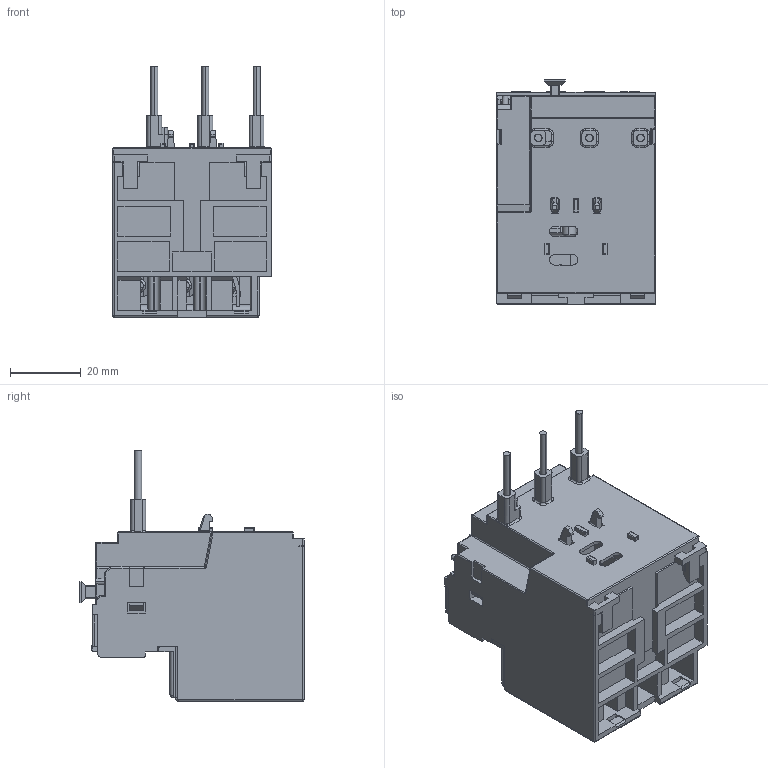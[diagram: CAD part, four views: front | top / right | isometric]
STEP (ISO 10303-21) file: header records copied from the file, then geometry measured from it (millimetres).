
FILE_DESCRIPTION((''),'2;1');
FILE_NAME('6HC_822_1000_ASM','2022-07-20T17:28:12',('onlymrg'),(''),'CREO PARAMETRIC BY PTC INC, 2018100','CREO PARAMETRIC BY PTC INC, 2018100','');
FILE_SCHEMA(('CONFIG_CONTROL_DESIGN','GEOMETRIC_VALIDATION_PROPERTIES_MIM'));
Products named in the file (5): RHU-10-2; 8HC_315_1000; 8HC_315_1002; 891000030000; 6HC_822_1000_ASM
Assembly tree (7 placements, depth 2):
  6HC_822_1000_ASM
    RHU-10-2
    8HC_315_1000
    8HC_315_1002
    891000030000  x4
Bounding box: 45 x 63.5 x 71 mm (x, y, z)
Volume: 36319.7 mm3; surface area: 60120.4 mm2
Topology: 23 solids, 33 shells, 4116 faces, 11602 edges, 7529 vertices
Faces by surface type: plane 2517, cylinder 889, extrusion 373, bspline 149, cone 89, torus 74, sphere 25
Entity records: 190559 total; most frequent: CARTESIAN_POINT 35528, ORIENTED_EDGE 21262, DIRECTION 17823, PRESENTATION_STYLE_ASSIGNMENT 14681, STYLED_ITEM 14676, CURVE_STYLE 11031, EDGE_CURVE 10658, VECTOR 7783
